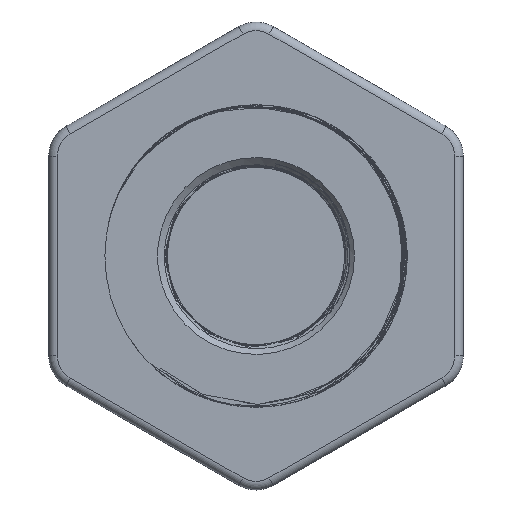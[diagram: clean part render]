
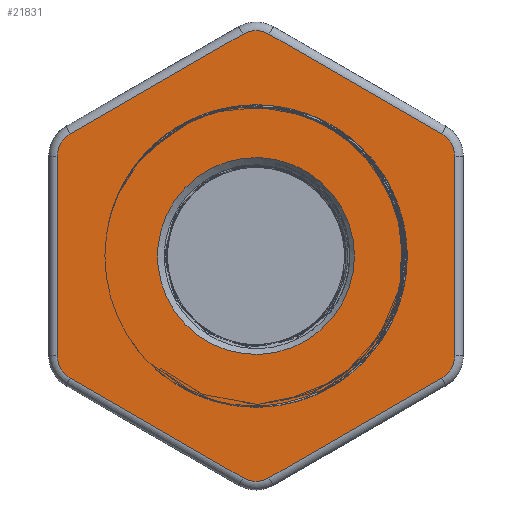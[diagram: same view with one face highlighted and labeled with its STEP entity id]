
A CAD part, left-side view. The second image highlights one B-rep face of the part: STEP entity #21831.
In plain terms, the highlighted planar face has unit normal (-1, 0, 0).
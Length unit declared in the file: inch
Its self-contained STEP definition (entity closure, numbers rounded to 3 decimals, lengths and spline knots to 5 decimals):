
#1790=CARTESIAN_POINT('',(-1.3125,1.0691,0.23088));
#1791=VERTEX_POINT('',#1790);
#1792=CARTESIAN_POINT('',(-1.3125,0.7345,-0.81043));
#1793=VERTEX_POINT('',#1792);
#1794=CARTESIAN_POINT('',(-1.3125,0.0,0.0));
#1795=DIRECTION('',(1.0,0.0,0.0));
#1796=DIRECTION('',(0.0,1.0,0.0));
#1797=AXIS2_PLACEMENT_3D('',#1794,#1795,#1796);
#1798=CIRCLE('',#1797,1.09375);
#1799=EDGE_CURVE('',#1791,#1793,#1798,.T.);
#4811=CARTESIAN_POINT('',(-1.3125,-1.01156,0.32504));
#4812=VERTEX_POINT('',#4811);
#4813=CARTESIAN_POINT('',(-1.3125,0.7345,-0.81043));
#4814=CARTESIAN_POINT('',(-1.3125,0.62816,-0.90472));
#4815=CARTESIAN_POINT('',(-1.3125,0.50446,-0.97737));
#4816=CARTESIAN_POINT('',(-1.3125,0.23669,-1.07087));
#4817=CARTESIAN_POINT('',(-1.3125,0.09527,-1.09104));
#4818=CARTESIAN_POINT('',(-1.3125,-0.18673,-1.07595));
#4819=CARTESIAN_POINT('',(-1.3125,-0.32463,-1.04106));
#4820=CARTESIAN_POINT('',(-1.3125,-0.5787,-0.92056));
#4821=CARTESIAN_POINT('',(-1.3125,-0.69253,-0.8363));
#4822=CARTESIAN_POINT('',(-1.3125,-0.88102,-0.62925));
#4823=CARTESIAN_POINT('',(-1.3125,-0.95402,-0.50861));
#4824=CARTESIAN_POINT('',(-1.3125,-1.04278,-0.26476));
#4825=CARTESIAN_POINT('',(-1.3125,-1.06457,-0.14609));
#4826=CARTESIAN_POINT('',(-1.3125,-1.06779,0.09305));
#4827=CARTESIAN_POINT('',(-1.3125,-1.04935,0.21183));
#4828=CARTESIAN_POINT('',(-1.3125,-1.01156,0.32504));
#4829=B_SPLINE_CURVE_WITH_KNOTS('',3,(#4813,#4814,#4815,#4816,#4817,#4818,#4819,#4820,#4821,#4822,#4823,#4824,#4825,#4826,#4827,#4828),.UNSPECIFIED.,.F.,.U.,(4,2,2,2,2,2,2,4),(0.0,1.08295,2.16139,3.23532,4.30473,5.36962,6.283,7.19301),.UNSPECIFIED.);
#4830=EDGE_CURVE('',#1793,#4812,#4829,.T.);
#9643=CARTESIAN_POINT('',(-1.3125,-1.01156,0.32504));
#9644=CARTESIAN_POINT('',(-1.3125,-0.97063,0.45751));
#9645=CARTESIAN_POINT('',(-1.3125,-0.90417,0.58068));
#9646=CARTESIAN_POINT('',(-1.3125,-0.72747,0.79518));
#9647=CARTESIAN_POINT('',(-1.3125,-0.61875,0.88429));
#9648=CARTESIAN_POINT('',(-1.3125,-0.37278,1.01621));
#9649=CARTESIAN_POINT('',(-1.3125,-0.23778,1.05755));
#9650=CARTESIAN_POINT('',(-1.3125,0.04106,1.08634));
#9651=CARTESIAN_POINT('',(-1.3125,0.18225,1.07328));
#9652=CARTESIAN_POINT('',(-1.3125,0.45231,0.9937));
#9653=CARTESIAN_POINT('',(-1.3125,0.57851,0.92773));
#9654=CARTESIAN_POINT('',(-1.3125,0.78371,0.76316));
#9655=CARTESIAN_POINT('',(-1.3125,0.86531,0.67137));
#9656=CARTESIAN_POINT('',(-1.3125,0.99496,0.46422));
#9657=CARTESIAN_POINT('',(-1.3125,1.04196,0.35025));
#9658=CARTESIAN_POINT('',(-1.3125,1.0691,0.23088));
#9659=B_SPLINE_CURVE_WITH_KNOTS('',3,(#9643,#9644,#9645,#9646,#9647,#9648,#9649,#9650,#9651,#9652,#9653,#9654,#9655,#9656,#9657,#9658),.UNSPECIFIED.,.F.,.U.,(4,2,2,2,2,2,2,4),(0.0,1.05646,2.11743,3.18291,4.2529,5.32741,6.25633,7.18861),.UNSPECIFIED.);
#9660=EDGE_CURVE('',#4812,#1791,#9659,.T.);
#20843=CARTESIAN_POINT('',(-1.3125,-1.4375,0.72169));
#20844=VERTEX_POINT('',#20843);
#20861=CARTESIAN_POINT('',(-1.3125,-1.34375,0.88407));
#20862=VERTEX_POINT('',#20861);
#20870=CARTESIAN_POINT('',(-1.3125,-1.25,0.72169));
#20871=DIRECTION('',(1.0,0.0,0.0));
#20872=DIRECTION('',(0.0,-0.866,0.5));
#20873=AXIS2_PLACEMENT_3D('',#20870,#20871,#20872);
#20874=CIRCLE('',#20873,0.1875);
#20875=EDGE_CURVE('',#20862,#20844,#20874,.T.);
#20931=CARTESIAN_POINT('',(-1.3125,-0.09375,1.60576));
#20932=VERTEX_POINT('',#20931);
#20949=CARTESIAN_POINT('',(-1.3125,0.09375,1.60576));
#20950=VERTEX_POINT('',#20949);
#20958=CARTESIAN_POINT('',(-1.3125,0.0,1.44338));
#20959=DIRECTION('',(1.0,0.0,0.0));
#20960=DIRECTION('',(0.0,0.0,1.0));
#20961=AXIS2_PLACEMENT_3D('',#20958,#20959,#20960);
#20962=CIRCLE('',#20961,0.1875);
#20963=EDGE_CURVE('',#20950,#20932,#20962,.T.);
#20975=CARTESIAN_POINT('',(-1.3125,-1.34375,-0.88407));
#20976=VERTEX_POINT('',#20975);
#20993=CARTESIAN_POINT('',(-1.3125,-1.4375,-0.72169));
#20994=VERTEX_POINT('',#20993);
#21002=CARTESIAN_POINT('',(-1.3125,-1.25,-0.72169));
#21003=DIRECTION('',(1.0,0.0,0.0));
#21004=DIRECTION('',(0.0,-0.866,-0.5));
#21005=AXIS2_PLACEMENT_3D('',#21002,#21003,#21004);
#21006=CIRCLE('',#21005,0.1875);
#21007=EDGE_CURVE('',#20994,#20976,#21006,.T.);
#21151=CARTESIAN_POINT('',(-1.3125,1.34375,0.88407));
#21152=VERTEX_POINT('',#21151);
#21169=CARTESIAN_POINT('',(-1.3125,1.4375,0.72169));
#21170=VERTEX_POINT('',#21169);
#21178=CARTESIAN_POINT('',(-1.3125,1.25,0.72169));
#21179=DIRECTION('',(1.0,0.0,0.0));
#21180=DIRECTION('',(0.0,0.866,0.5));
#21181=AXIS2_PLACEMENT_3D('',#21178,#21179,#21180);
#21182=CIRCLE('',#21181,0.1875);
#21183=EDGE_CURVE('',#21170,#21152,#21182,.T.);
#21195=CARTESIAN_POINT('',(-1.3125,0.09375,-1.60576));
#21196=VERTEX_POINT('',#21195);
#21213=CARTESIAN_POINT('',(-1.3125,-0.09375,-1.60576));
#21214=VERTEX_POINT('',#21213);
#21222=CARTESIAN_POINT('',(-1.3125,0.,-1.44338));
#21223=DIRECTION('',(1.0,0.0,0.0));
#21224=DIRECTION('',(0.0,0.0,-1.0));
#21225=AXIS2_PLACEMENT_3D('',#21222,#21223,#21224);
#21226=CIRCLE('',#21225,0.1875);
#21227=EDGE_CURVE('',#21214,#21196,#21226,.T.);
#21371=CARTESIAN_POINT('',(-1.3125,1.4375,-0.72169));
#21372=VERTEX_POINT('',#21371);
#21389=CARTESIAN_POINT('',(-1.3125,1.34375,-0.88407));
#21390=VERTEX_POINT('',#21389);
#21398=CARTESIAN_POINT('',(-1.3125,1.25,-0.72169));
#21399=DIRECTION('',(1.0,0.0,0.0));
#21400=DIRECTION('',(0.0,0.866,-0.5));
#21401=AXIS2_PLACEMENT_3D('',#21398,#21399,#21400);
#21402=CIRCLE('',#21401,0.1875);
#21403=EDGE_CURVE('',#21390,#21372,#21402,.T.);
#21524=CARTESIAN_POINT('',(-1.3125,0.09375,-1.60576));
#21525=DIRECTION('',(0.0,0.866,0.5));
#21526=VECTOR('',#21525,1.44338);
#21527=LINE('',#21524,#21526);
#21528=EDGE_CURVE('',#21196,#21390,#21527,.T.);
#21546=CARTESIAN_POINT('',(-1.3125,1.4375,-0.72169));
#21547=DIRECTION('',(0.0,0.0,1.0));
#21548=VECTOR('',#21547,1.44338);
#21549=LINE('',#21546,#21548);
#21550=EDGE_CURVE('',#21372,#21170,#21549,.T.);
#21612=CARTESIAN_POINT('',(-1.3125,-1.34375,-0.88407));
#21613=DIRECTION('',(0.0,0.866,-0.5));
#21614=VECTOR('',#21613,1.44338);
#21615=LINE('',#21612,#21614);
#21616=EDGE_CURVE('',#20976,#21214,#21615,.T.);
#21634=CARTESIAN_POINT('',(-1.3125,1.34375,0.88407));
#21635=DIRECTION('',(0.0,-0.866,0.5));
#21636=VECTOR('',#21635,1.44338);
#21637=LINE('',#21634,#21636);
#21638=EDGE_CURVE('',#21152,#20950,#21637,.T.);
#21700=CARTESIAN_POINT('',(-1.3125,-1.4375,0.72169));
#21701=DIRECTION('',(0.0,0.0,-1.0));
#21702=VECTOR('',#21701,1.44338);
#21703=LINE('',#21700,#21702);
#21704=EDGE_CURVE('',#20844,#20994,#21703,.T.);
#21722=CARTESIAN_POINT('',(-1.3125,-0.09375,1.60576));
#21723=DIRECTION('',(0.0,-0.866,-0.5));
#21724=VECTOR('',#21723,1.44338);
#21725=LINE('',#21722,#21724);
#21726=EDGE_CURVE('',#20932,#20862,#21725,.T.);
#21796=CARTESIAN_POINT('',(-1.3125,0.,0.));
#21797=DIRECTION('',(1.0,0.0,0.0));
#21798=DIRECTION('',(0.0,0.0,-1.0));
#21799=AXIS2_PLACEMENT_3D('',#21796,#21797,#21798);
#21800=PLANE('',#21799);
#21801=ORIENTED_EDGE('',*,*,#21403,.F.);
#21802=ORIENTED_EDGE('',*,*,#21528,.F.);
#21803=ORIENTED_EDGE('',*,*,#21227,.F.);
#21804=ORIENTED_EDGE('',*,*,#21616,.F.);
#21805=ORIENTED_EDGE('',*,*,#21007,.F.);
#21806=ORIENTED_EDGE('',*,*,#21704,.F.);
#21807=ORIENTED_EDGE('',*,*,#20875,.F.);
#21808=ORIENTED_EDGE('',*,*,#21726,.F.);
#21809=ORIENTED_EDGE('',*,*,#20963,.F.);
#21810=ORIENTED_EDGE('',*,*,#21638,.F.);
#21811=ORIENTED_EDGE('',*,*,#21183,.F.);
#21812=ORIENTED_EDGE('',*,*,#21550,.F.);
#21813=EDGE_LOOP('',(#21801,#21802,#21803,#21804,#21805,#21806,#21807,#21808,#21809,#21810,#21811,#21812));
#21814=FACE_OUTER_BOUND('',#21813,.T.);
#21815=ORIENTED_EDGE('',*,*,#4830,.T.);
#21816=ORIENTED_EDGE('',*,*,#9660,.T.);
#21817=ORIENTED_EDGE('',*,*,#1799,.T.);
#21818=EDGE_LOOP('',(#21815,#21816,#21817));
#21819=FACE_BOUND('',#21818,.T.);
#21820=CARTESIAN_POINT('',(-1.3125,-0.7125,0.));
#21821=VERTEX_POINT('',#21820);
#21822=CARTESIAN_POINT('',(-1.3125,0.0,0.0));
#21823=DIRECTION('',(-1.0,0.0,0.0));
#21824=DIRECTION('',(0.0,1.0,0.0));
#21825=AXIS2_PLACEMENT_3D('',#21822,#21823,#21824);
#21826=CIRCLE('',#21825,0.7125);
#21827=EDGE_CURVE('',#21821,#21821,#21826,.T.);
#21828=ORIENTED_EDGE('',*,*,#21827,.F.);
#21829=EDGE_LOOP('',(#21828));
#21830=FACE_BOUND('',#21829,.T.);
#21831=ADVANCED_FACE('',(#21814,#21819,#21830),#21800,.F.);
